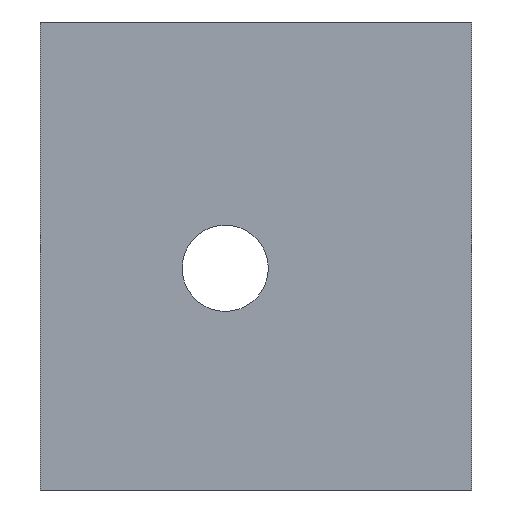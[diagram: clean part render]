
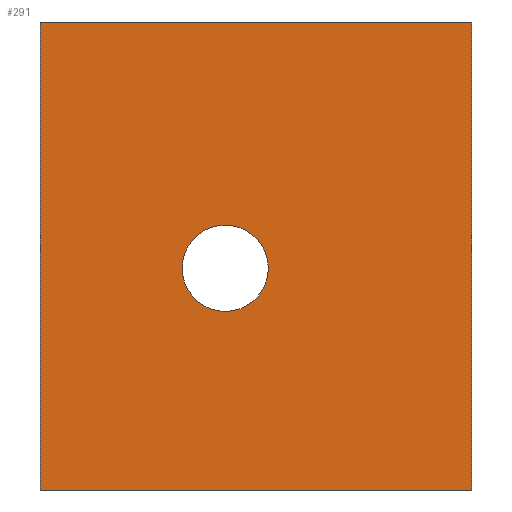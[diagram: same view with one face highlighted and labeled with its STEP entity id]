
A CAD part, left-side view. The second image highlights one B-rep face of the part: STEP entity #291.
In plain terms, the highlighted planar face has unit normal (-1, 0, 0).
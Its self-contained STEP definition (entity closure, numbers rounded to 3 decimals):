
#19=FACE_BOUND('',#77,.T.);
#25=PLANE('',#330);
#34=CIRCLE('',#318,1.75);
#57=FACE_OUTER_BOUND('',#76,.T.);
#76=EDGE_LOOP('',(#256,#257,#258,#259));
#77=EDGE_LOOP('',(#260));
#105=LINE('',#578,#129);
#106=LINE('',#581,#130);
#107=LINE('',#583,#131);
#108=LINE('',#584,#132);
#129=VECTOR('',#396,10.);
#130=VECTOR('',#399,10.);
#131=VECTOR('',#400,10.);
#132=VECTOR('',#401,10.);
#148=VERTEX_POINT('',#547);
#155=VERTEX_POINT('',#574);
#156=VERTEX_POINT('',#576);
#157=VERTEX_POINT('',#580);
#158=VERTEX_POINT('',#582);
#177=EDGE_CURVE('',#148,#148,#34,.T.);
#192=EDGE_CURVE('',#155,#156,#105,.T.);
#193=EDGE_CURVE('',#157,#155,#106,.T.);
#194=EDGE_CURVE('',#158,#156,#107,.T.);
#195=EDGE_CURVE('',#157,#158,#108,.T.);
#256=ORIENTED_EDGE('',*,*,#193,.T.);
#257=ORIENTED_EDGE('',*,*,#192,.T.);
#258=ORIENTED_EDGE('',*,*,#194,.F.);
#259=ORIENTED_EDGE('',*,*,#195,.F.);
#260=ORIENTED_EDGE('',*,*,#177,.T.);
#291=ADVANCED_FACE('',(#57,#19),#25,.T.);
#318=AXIS2_PLACEMENT_3D('',#548,#362,#363);
#330=AXIS2_PLACEMENT_3D('',#579,#397,#398);
#362=DIRECTION('center_axis',(1.,0.,0.));
#363=DIRECTION('ref_axis',(0.,0.,1.));
#396=DIRECTION('',(0.,1.,0.));
#397=DIRECTION('center_axis',(-1.,0.,0.));
#398=DIRECTION('ref_axis',(0.,0.,1.));
#399=DIRECTION('',(0.,0.,1.));
#400=DIRECTION('',(0.,0.,1.));
#401=DIRECTION('',(0.,1.,0.));
#547=CARTESIAN_POINT('',(72.,38.398,761.75));
#548=CARTESIAN_POINT('Origin',(72.,38.398,763.5));
#574=CARTESIAN_POINT('',(72.,28.398,773.5));
#576=CARTESIAN_POINT('',(72.,45.898,773.5));
#578=CARTESIAN_POINT('',(72.,28.398,773.5));
#579=CARTESIAN_POINT('Origin',(72.,28.398,754.5));
#580=CARTESIAN_POINT('',(72.,28.398,754.5));
#581=CARTESIAN_POINT('',(72.,28.398,673.5));
#582=CARTESIAN_POINT('',(72.,45.898,754.5));
#583=CARTESIAN_POINT('',(72.,45.898,673.5));
#584=CARTESIAN_POINT('',(72.,28.398,754.5));
